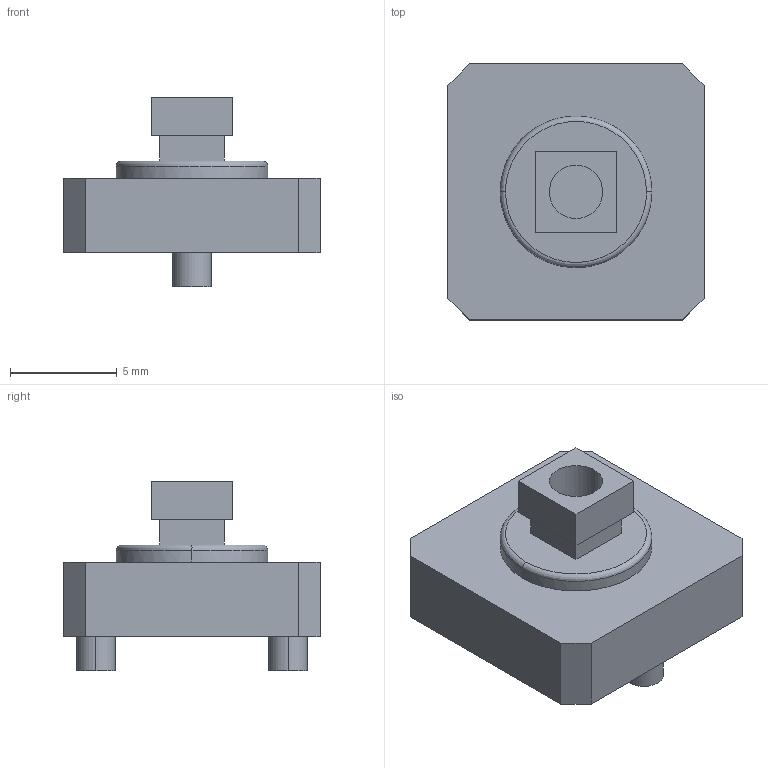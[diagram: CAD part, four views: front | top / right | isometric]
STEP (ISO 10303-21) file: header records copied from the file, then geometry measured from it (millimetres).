
FILE_DESCRIPTION (( 'STEP AP214' ), '1' );
FILE_NAME ('F90F23D6-A69C-46B1-821C-5C17F288E8D5.STEP', '2023-05-14T18:49:09', ( '' ), ( '' ), 'SwSTEP 2.0', 'SolidWorks 2022', '' );
FILE_SCHEMA (( 'AUTOMOTIVE_DESIGN' ));
Length unit declared in the file: millimetre
Products named in the file (1): F90F23D6-A69C-46B1-821C-5C17F288E8D5
Bounding box: 12 x 12 x 8.9 mm (x, y, z)
Volume: 561 mm3; surface area: 549.6 mm2
Topology: 1 solids, 1 shells, 34 faces, 76 edges, 50 vertices
Faces by surface type: plane 24, cylinder 8, bspline 2
Entity records: 1370 total; most frequent: CARTESIAN_POINT 577, ORIENTED_EDGE 152, DIRECTION 150, EDGE_CURVE 76, VECTOR 56, LINE 56, VERTEX_POINT 50, AXIS2_PLACEMENT_3D 47
